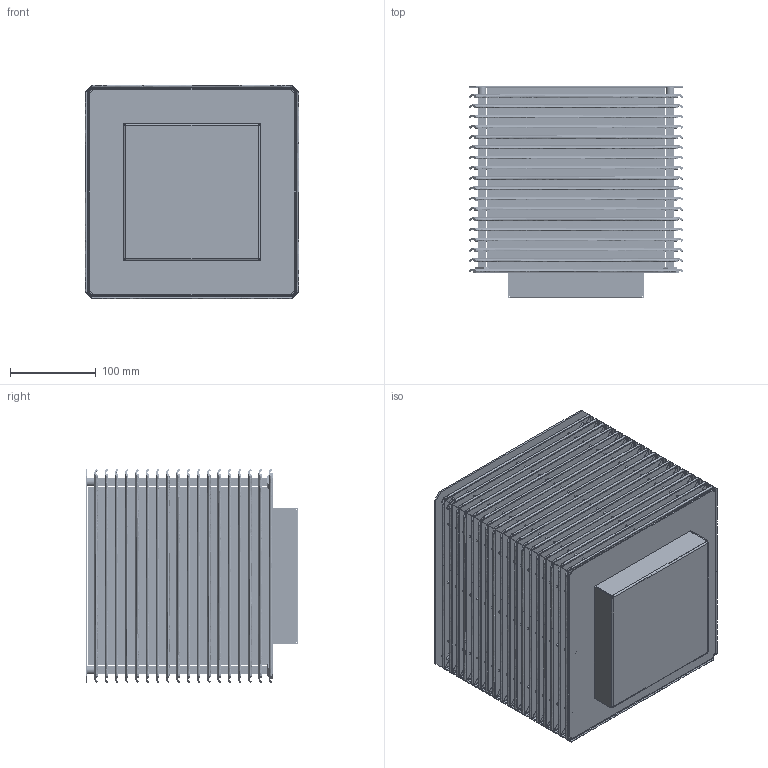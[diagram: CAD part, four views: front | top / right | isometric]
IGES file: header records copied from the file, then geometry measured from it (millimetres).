
Start section: SolidWorks IGES file using analytic representation for surfaces
Global section: file name: 3D SHIRO 25.IGS; native system: SolidWorks 2024; preprocessor: SolidWorks 2024; author: enric.justo; date: 251217.172653; units: millimetre
Bounding box: 250 x 248.6 x 250 mm (x, y, z)
Surface area: 1451506.8 mm2 (no closed solid volume)
Topology: 0 solids, 0 shells, 5226 faces, 41680 edges, 41680 vertices
Faces by surface type: bspline 3704, revolution 1522
